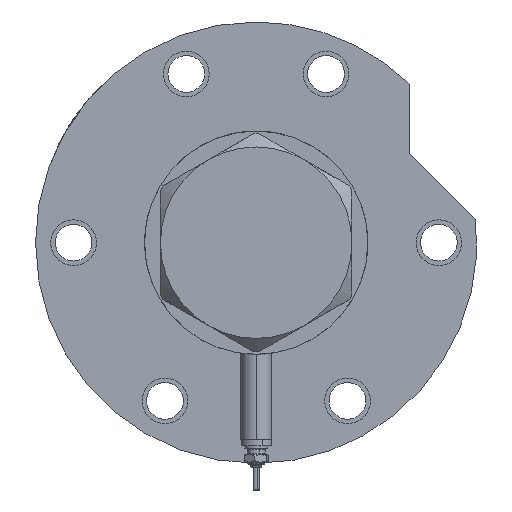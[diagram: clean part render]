
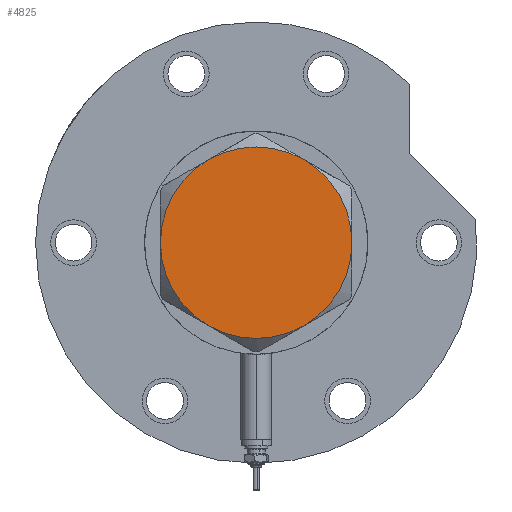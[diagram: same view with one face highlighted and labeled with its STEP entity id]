
A CAD part, left-side view. The second image highlights one B-rep face of the part: STEP entity #4825.
In plain terms, the highlighted face is planar.
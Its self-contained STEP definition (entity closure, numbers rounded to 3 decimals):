
#29 = VERTEX_POINT ( 'NONE', #5780 ) ;
#69 = DIRECTION ( 'NONE',  ( 1., 0., 0. ) ) ;
#300 = ORIENTED_EDGE ( 'NONE', *, *, #7192, .T. ) ;
#369 = AXIS2_PLACEMENT_3D ( 'NONE', #1183, #1795, #4128 ) ;
#549 = VERTEX_POINT ( 'NONE', #6661 ) ;
#820 = CIRCLE ( 'NONE', #932, 37.75 ) ;
#834 = ORIENTED_EDGE ( 'NONE', *, *, #3331, .T. ) ;
#932 = AXIS2_PLACEMENT_3D ( 'NONE', #5994, #5433, #69 ) ;
#1024 = DIRECTION ( 'NONE',  ( 0., 0., 1. ) ) ;
#1143 = EDGE_CURVE ( 'NONE', #5534, #549, #5375, .T. ) ;
#1183 = CARTESIAN_POINT ( 'NONE',  ( 0., 0., 13. ) ) ;
#1187 = CARTESIAN_POINT ( 'NONE',  ( -18.875, -32.692, 13. ) ) ;
#1421 = CARTESIAN_POINT ( 'NONE',  ( 0., 0., 13. ) ) ;
#1689 = EDGE_CURVE ( 'NONE', #4809, #7086, #6360, .T. ) ;
#1735 = CIRCLE ( 'NONE', #2097, 37.75 ) ;
#1795 = DIRECTION ( 'NONE',  ( 0., 0., 1. ) ) ;
#1951 = CARTESIAN_POINT ( 'NONE',  ( 18.875, -32.692, 13. ) ) ;
#2051 = AXIS2_PLACEMENT_3D ( 'NONE', #6679, #7260, #5655 ) ;
#2097 = AXIS2_PLACEMENT_3D ( 'NONE', #1421, #5606, #4980 ) ;
#2183 = ORIENTED_EDGE ( 'NONE', *, *, #1689, .T. ) ;
#3220 = AXIS2_PLACEMENT_3D ( 'NONE', #4983, #7454, #5651 ) ;
#3331 = EDGE_CURVE ( 'NONE', #549, #4809, #3808, .T. ) ;
#3508 = EDGE_CURVE ( 'NONE', #7086, #6265, #1735, .T. ) ;
#3585 = AXIS2_PLACEMENT_3D ( 'NONE', #6273, #1024, #4343 ) ;
#3808 = CIRCLE ( 'NONE', #5412, 37.75 ) ;
#4128 = DIRECTION ( 'NONE',  ( 1., 0., 0. ) ) ;
#4200 = ORIENTED_EDGE ( 'NONE', *, *, #6391, .T. ) ;
#4343 = DIRECTION ( 'NONE',  ( 1., 0., 0. ) ) ;
#4381 = PLANE ( 'NONE',  #3585 ) ;
#4705 = CIRCLE ( 'NONE', #3220, 37.75 ) ;
#4809 = VERTEX_POINT ( 'NONE', #5077 ) ;
#4820 = CARTESIAN_POINT ( 'NONE',  ( 18.875, 32.692, 13. ) ) ;
#4825 = ADVANCED_FACE ( 'NONE', ( #4953 ), #4381, .T. ) ;
#4953 = FACE_OUTER_BOUND ( 'NONE', #5121, .T. ) ;
#4980 = DIRECTION ( 'NONE',  ( 1., 0., 0. ) ) ;
#4983 = CARTESIAN_POINT ( 'NONE',  ( 0., 0., 13. ) ) ;
#5077 = CARTESIAN_POINT ( 'NONE',  ( -37.75, 0., 13. ) ) ;
#5121 = EDGE_LOOP ( 'NONE', ( #4200, #300, #7234, #834, #2183, #7418 ) ) ;
#5375 = CIRCLE ( 'NONE', #2051, 37.75 ) ;
#5412 = AXIS2_PLACEMENT_3D ( 'NONE', #6803, #6118, #5704 ) ;
#5433 = DIRECTION ( 'NONE',  ( 0., 0., 1. ) ) ;
#5534 = VERTEX_POINT ( 'NONE', #4820 ) ;
#5606 = DIRECTION ( 'NONE',  ( 0., 0., 1. ) ) ;
#5651 = DIRECTION ( 'NONE',  ( 1., 0., 0. ) ) ;
#5655 = DIRECTION ( 'NONE',  ( 1., 0., 0. ) ) ;
#5704 = DIRECTION ( 'NONE',  ( 1., 0., 0. ) ) ;
#5780 = CARTESIAN_POINT ( 'NONE',  ( 37.75, 0., 13. ) ) ;
#5994 = CARTESIAN_POINT ( 'NONE',  ( 0., 0., 13. ) ) ;
#6118 = DIRECTION ( 'NONE',  ( 0., 0., 1. ) ) ;
#6265 = VERTEX_POINT ( 'NONE', #1951 ) ;
#6273 = CARTESIAN_POINT ( 'NONE',  ( 0., 0., 13. ) ) ;
#6360 = CIRCLE ( 'NONE', #369, 37.75 ) ;
#6391 = EDGE_CURVE ( 'NONE', #6265, #29, #4705, .T. ) ;
#6661 = CARTESIAN_POINT ( 'NONE',  ( -18.875, 32.692, 13. ) ) ;
#6679 = CARTESIAN_POINT ( 'NONE',  ( 0., 0., 13. ) ) ;
#6803 = CARTESIAN_POINT ( 'NONE',  ( 0., 0., 13. ) ) ;
#7086 = VERTEX_POINT ( 'NONE', #1187 ) ;
#7192 = EDGE_CURVE ( 'NONE', #29, #5534, #820, .T. ) ;
#7234 = ORIENTED_EDGE ( 'NONE', *, *, #1143, .T. ) ;
#7260 = DIRECTION ( 'NONE',  ( 0., 0., 1. ) ) ;
#7418 = ORIENTED_EDGE ( 'NONE', *, *, #3508, .T. ) ;
#7454 = DIRECTION ( 'NONE',  ( 0., 0., 1. ) ) ;
